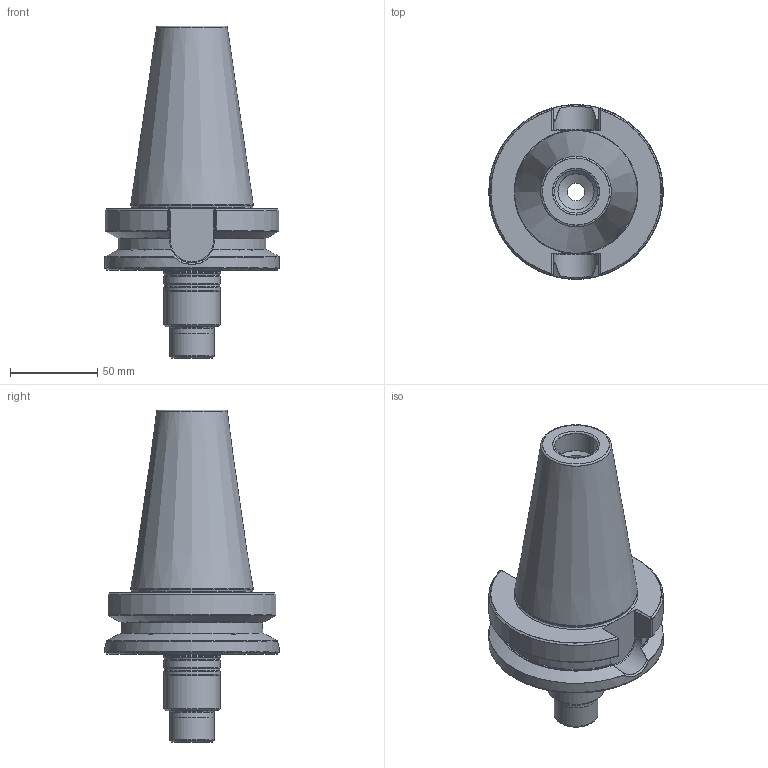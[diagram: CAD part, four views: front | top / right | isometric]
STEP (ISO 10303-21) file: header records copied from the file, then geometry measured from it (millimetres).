
FILE_DESCRIPTION(/* description */ (''),/* implementation_level */ '2;1');
FILE_NAME(/* name */ '415012050.stp',/* time_stamp */ '2021-01-08T12:37:54',/* author */ ('LRA'),/* organization */ ('REGO-FIX'),/* preprocessor_version */ ' Unknown',/* originating_system */ 'SIEMENS PLM Software Solid Edge ST10',/* authorization */ 'Unknown');
FILE_SCHEMA (('AUTOMOTIVE_DESIGN { 1 0 10303 214 2 1 1}'));
Length unit declared in the file: millimetre
Products named in the file (1): NOCUT
Bounding box: 100.3 x 100.3 x 190.7 mm (x, y, z)
Volume: 962068.8 mm3; surface area: 119357.1 mm2
Topology: 2 solids, 2 shells, 179 faces, 430 edges, 260 vertices
Faces by surface type: plane 57, cone 46, cylinder 43, torus 29, bspline 4
Full cylindrical faces by diameter (mm): 10.106 x2, 13.5 x2, 20.751 x2, 20.752 x2, 24.7 x1, 25 x3, 25.3 x1, 32 x1, 32.3 x1, 32.5 x3, 32.8 x3, 100 x1, 100.3 x1
Entity records: 6212 total; most frequent: CARTESIAN_POINT 1227, DIRECTION 768, ORIENTED_EDGE 682, EDGE_CURVE 341, AXIS2_PLACEMENT_3D 328, EDGE_LOOP 262, FACE_BOUND 262, VERTEX_POINT 245
